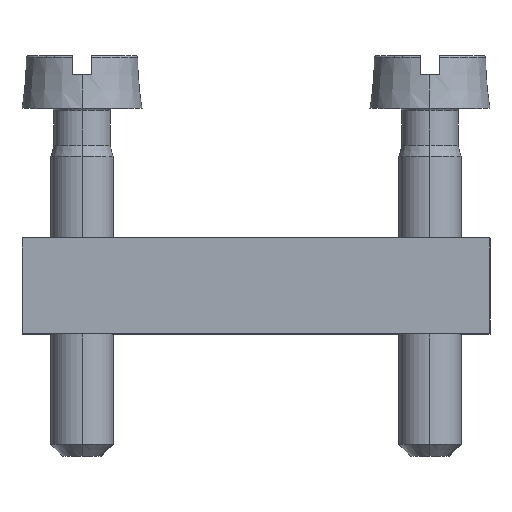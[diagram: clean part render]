
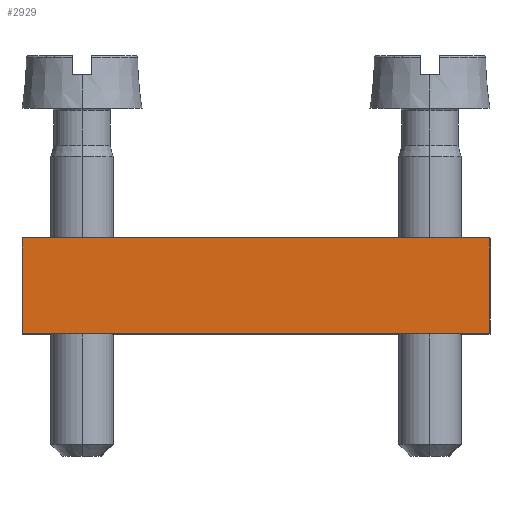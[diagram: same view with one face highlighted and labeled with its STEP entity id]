
A CAD part, top view. The second image highlights one B-rep face of the part: STEP entity #2929.
In plain terms, the highlighted face is planar.
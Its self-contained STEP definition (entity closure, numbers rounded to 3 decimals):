
#258=DIRECTION('',(0.,0.,-1.));
#259=VECTOR('',#258,4.);
#260=CARTESIAN_POINT('',(-2.5,3.,0.));
#261=LINE('1547',#260,#259);
#286=DIRECTION('',(1.,0.,0.));
#287=VECTOR('',#286,19.5);
#288=CARTESIAN_POINT('',(-2.5,3.,-4.));
#289=LINE('1558',#288,#287);
#463=DIRECTION('',(0.,0.,1.));
#464=VECTOR('',#463,4.);
#465=CARTESIAN_POINT('',(17.,3.,-4.));
#466=LINE('1554',#465,#464);
#477=DIRECTION('',(-1.,0.,0.));
#478=VECTOR('',#477,19.5);
#479=CARTESIAN_POINT('',(17.,3.,0.));
#480=LINE('1557',#479,#478);
#2323=CARTESIAN_POINT('',(-2.5,3.,0.));
#2324=CARTESIAN_POINT('',(-2.5,3.,-4.));
#2325=VERTEX_POINT('',#2323);
#2326=VERTEX_POINT('',#2324);
#2335=CARTESIAN_POINT('',(17.,3.,-4.));
#2336=CARTESIAN_POINT('',(17.,3.,0.));
#2337=VERTEX_POINT('',#2335);
#2338=VERTEX_POINT('',#2336);
#2918=CARTESIAN_POINT('',(-2.5,3.,0.));
#2919=DIRECTION('',(0.,1.,0.));
#2920=DIRECTION('',(1.,0.,0.));
#2921=AXIS2_PLACEMENT_3D('',#2918,#2919,#2920);
#2922=PLANE('1836',#2921);
#2923=ORIENTED_EDGE('1558',*,*,#2771,.T.);
#2924=ORIENTED_EDGE('1554',*,*,#2853,.T.);
#2925=ORIENTED_EDGE('1557',*,*,#2882,.T.);
#2926=ORIENTED_EDGE('1547',*,*,#2737,.T.);
#2927=EDGE_LOOP('1836',(#2923,#2924,#2925,#2926));
#2928=FACE_OUTER_BOUND('1836',#2927,.F.);
#2929=ADVANCED_FACE('1836',(#2928),#2922,.T.);
#2737=EDGE_CURVE('1547',#2325,#2326,#261,.T.);
#2771=EDGE_CURVE('1558',#2326,#2337,#289,.T.);
#2853=EDGE_CURVE('1554',#2337,#2338,#466,.T.);
#2882=EDGE_CURVE('1557',#2338,#2325,#480,.T.);
